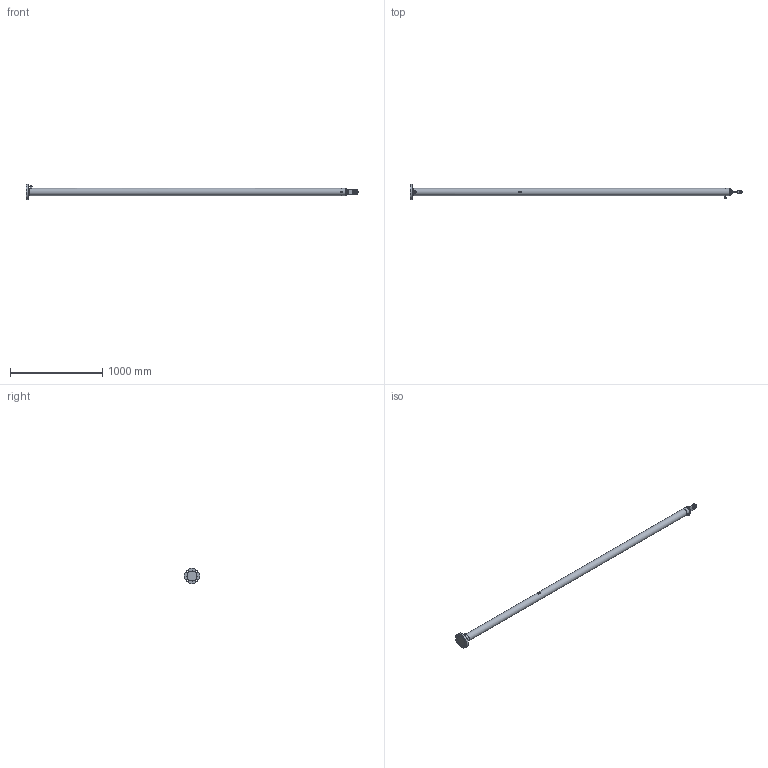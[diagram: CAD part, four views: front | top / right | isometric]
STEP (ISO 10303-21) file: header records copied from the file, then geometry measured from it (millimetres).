
FILE_DESCRIPTION (( 'STEP AP214' ), '1' );
FILE_NAME ('CFGCY0079550-Cylinder.step', '2026-03-10T10:50:47', ( 'Kramp IT' ), ( 'Kramp' ), 'SwSTEP 2.0', 'SolidWorks 2025', '' );
FILE_SCHEMA (( 'AUTOMOTIVE_DESIGN' ));
Length unit declared in the file: millimetre
Products named in the file (22): KF22675D; DS2907004_Simplified; MV8L; ATT-NONE; Tube-MA_Simplified; MATE-AID; Rod-WA_Simplified; ASV8L; SP06M; DC39BEVL070; DS2907013050VM_Simplified; LSN06E; VS8L_MV8L; CFGCY0079550-Cylinder; Rod_Simplified; DS2906015; VS8LS; Tube-WA_Simplified; DS2907004VM_Simplified; Tube_Simplified; KF22675D-RD; DS2907013050_Simplified
Assembly tree (19 placements, depth 4):
  ATT-NONE
  MATE-AID
  CFGCY0079550-Cylinder
    Tube-WA_Simplified
      Tube-MA_Simplified
        Tube_Simplified
        ASV8L
      LSN06E
      DC39BEVL070
    Rod-WA_Simplified
      Rod_Simplified
      KF22675D-RD
        KF22675D
    DS2907013050VM_Simplified
      DS2907013050_Simplified
    DS2907004VM_Simplified
      DS2907004_Simplified
    DS2906015
    VS8L_MV8L
      VS8LS
      MV8L
    SP06M
Bounding box: 3607.89 x 170 x 170 mm (x, y, z)
Volume: 11781547 mm3; surface area: 2317007.1 mm2
Topology: 13 solids, 13 shells, 423 faces, 972 edges, 622 vertices
Faces by surface type: plane 203, cylinder 127, cone 59, torus 20, bspline 8, sphere 6
Full cylindrical faces by diameter (mm): 6 x2, 6.5 x2, 8 x1, 10 x1, 11.86 x1, 12 x1, 14 x1, 14.95 x1, 16.5 x1, 16.66 x1, 18 x4, 22.2 x1, 22.6 x1, 26 x1, 28 x2, 44 x1, 50 x3, 64.18 x2, 68.18 x2, 70 x2, 74 x1, 79.5 x1, 80 x2, 85 x1, 110 x1, 170 x1
Entity records: 15491 total; most frequent: CARTESIAN_POINT 2767, DIRECTION 1999, ORIENTED_EDGE 1732, EDGE_CURVE 866, AXIS2_PLACEMENT_3D 777, VERTEX_POINT 596, EDGE_LOOP 578, FACE_OUTER_BOUND 477
